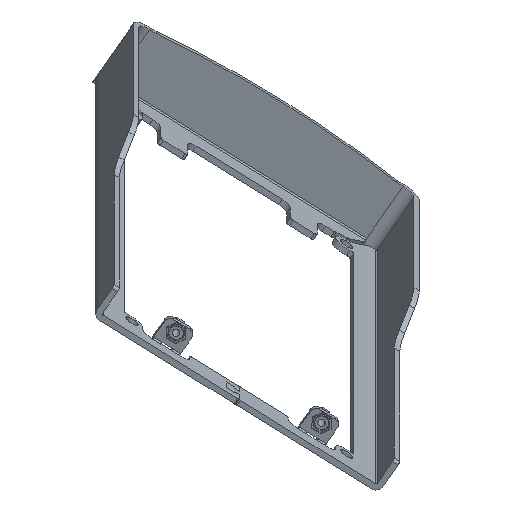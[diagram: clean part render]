
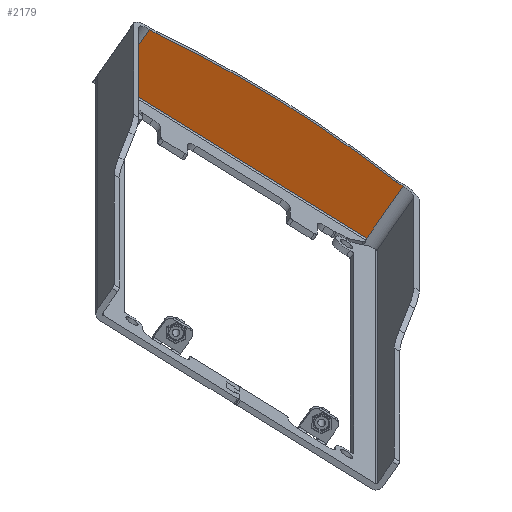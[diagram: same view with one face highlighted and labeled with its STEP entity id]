
A CAD part, front view. The second image highlights one B-rep face of the part: STEP entity #2179.
In plain terms, the highlighted face is planar.
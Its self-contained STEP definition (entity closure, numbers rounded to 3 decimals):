
#555=CARTESIAN_POINT('Vertex',(47.,110.,2.5)) ;
#1280=CARTESIAN_POINT('Vertex',(-47.,110.,2.5)) ;
#1283=CARTESIAN_POINT('Line Origine',(23.5,110.,2.5)) ;
#2125=CARTESIAN_POINT('Axis2P3D Location',(0.,110.,0.)) ;
#2130=CARTESIAN_POINT('Line Origine',(47.,110.,12.75)) ;
#2134=CARTESIAN_POINT('Vertex',(47.,110.,23.)) ;
#2137=CARTESIAN_POINT('Line Origine',(45.826,110.,23.)) ;
#2141=CARTESIAN_POINT('Vertex',(44.651,110.,23.)) ;
#2144=CARTESIAN_POINT('Axis2P3D Location',(0.,110.,-374.5)) ;
#2148=CARTESIAN_POINT('Vertex',(0.,110.,25.5)) ;
#2151=CARTESIAN_POINT('Axis2P3D Location',(0.,110.,-374.5)) ;
#2155=CARTESIAN_POINT('Vertex',(-44.651,110.,23.)) ;
#2158=CARTESIAN_POINT('Line Origine',(-45.826,110.,23.)) ;
#2162=CARTESIAN_POINT('Vertex',(-47.,110.,23.)) ;
#2165=CARTESIAN_POINT('Line Origine',(-47.,110.,12.75)) ;
#1284=DIRECTION('Vector Direction',(1.,0.,0.)) ;
#2126=DIRECTION('Axis2P3D Direction',(0.,-1.,0.)) ;
#2127=DIRECTION('Axis2P3D XDirection',(1.,0.,0.)) ;
#2131=DIRECTION('Vector Direction',(0.,0.,1.)) ;
#2138=DIRECTION('Vector Direction',(1.,0.,0.)) ;
#2145=DIRECTION('Axis2P3D Direction',(0.,-1.,0.)) ;
#2152=DIRECTION('Axis2P3D Direction',(0.,-1.,0.)) ;
#2159=DIRECTION('Vector Direction',(1.,0.,0.)) ;
#2166=DIRECTION('Vector Direction',(0.,0.,1.)) ;
#2128=AXIS2_PLACEMENT_3D('Plane Axis2P3D',#2125,#2126,#2127) ;
#2146=AXIS2_PLACEMENT_3D('Circle Axis2P3D',#2144,#2145,$) ;
#2153=AXIS2_PLACEMENT_3D('Circle Axis2P3D',#2151,#2152,$) ;
#2171=ORIENTED_EDGE('',*,*,#2136,.T.) ;
#2172=ORIENTED_EDGE('',*,*,#2143,.F.) ;
#2173=ORIENTED_EDGE('',*,*,#2150,.F.) ;
#2174=ORIENTED_EDGE('',*,*,#2157,.T.) ;
#2175=ORIENTED_EDGE('',*,*,#2164,.T.) ;
#2176=ORIENTED_EDGE('',*,*,#2169,.F.) ;
#2177=ORIENTED_EDGE('',*,*,#1287,.F.) ;
#1285=VECTOR('Line Direction',#1284,1.) ;
#2132=VECTOR('Line Direction',#2131,1.) ;
#2139=VECTOR('Line Direction',#2138,1.) ;
#2160=VECTOR('Line Direction',#2159,1.) ;
#2167=VECTOR('Line Direction',#2166,1.) ;
#2179=ADVANCED_FACE('PartBody',(#2178),#2129,.T.) ;
#2147=CIRCLE('generated circle',#2146,400.) ;
#2154=CIRCLE('generated circle',#2153,400.) ;
#1287=EDGE_CURVE('',#556,#1281,#1286,.F.) ;
#2136=EDGE_CURVE('',#556,#2135,#2133,.T.) ;
#2143=EDGE_CURVE('',#2142,#2135,#2140,.T.) ;
#2150=EDGE_CURVE('',#2149,#2142,#2147,.F.) ;
#2157=EDGE_CURVE('',#2149,#2156,#2154,.T.) ;
#2164=EDGE_CURVE('',#2156,#2163,#2161,.F.) ;
#2169=EDGE_CURVE('',#1281,#2163,#2168,.T.) ;
#2170=EDGE_LOOP('',(#2171,#2172,#2173,#2174,#2175,#2176,#2177)) ;
#2178=FACE_OUTER_BOUND('',#2170,.T.) ;
#1286=LINE('Line',#1283,#1285) ;
#2133=LINE('Line',#2130,#2132) ;
#2140=LINE('Line',#2137,#2139) ;
#2161=LINE('Line',#2158,#2160) ;
#2168=LINE('Line',#2165,#2167) ;
#2129=PLANE('',#2128) ;
#556=VERTEX_POINT('',#555) ;
#1281=VERTEX_POINT('',#1280) ;
#2135=VERTEX_POINT('',#2134) ;
#2142=VERTEX_POINT('',#2141) ;
#2149=VERTEX_POINT('',#2148) ;
#2156=VERTEX_POINT('',#2155) ;
#2163=VERTEX_POINT('',#2162) ;
